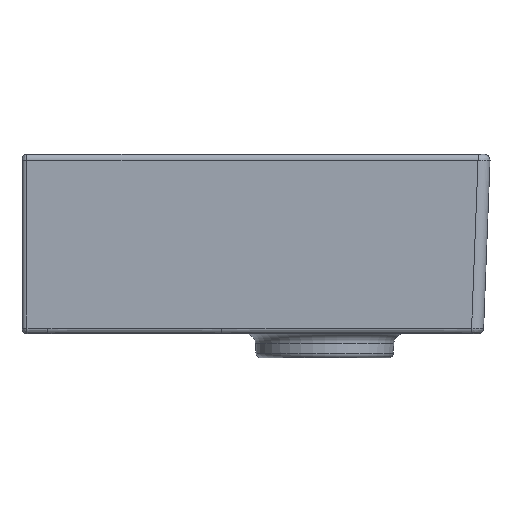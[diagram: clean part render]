
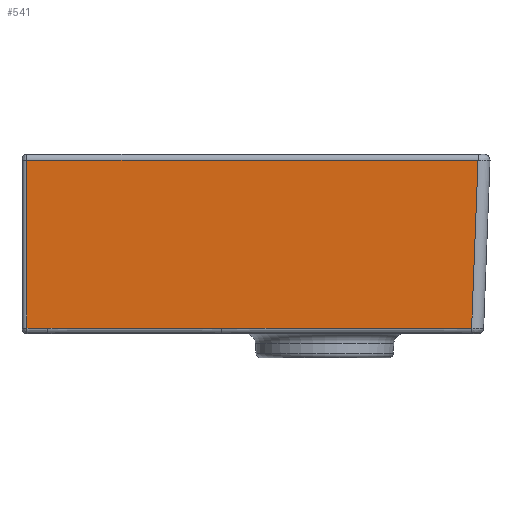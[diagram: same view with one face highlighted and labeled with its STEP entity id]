
A CAD part, left-side view. The second image highlights one B-rep face of the part: STEP entity #541.
In plain terms, the highlighted planar face has unit normal (-1, 0, -0.019).
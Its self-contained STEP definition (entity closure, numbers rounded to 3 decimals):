
#266=PLANE('',#3681);
#541=ADVANCED_FACE('',(#788),#266,.T.);
#788=FACE_OUTER_BOUND('',#1040,.T.);
#1040=EDGE_LOOP('',(#1633,#1634,#1635,#1636,#1637,#1638));
#1272=LINE('',#6597,#1328);
#1273=LINE('',#6600,#1329);
#1274=LINE('',#6632,#1330);
#1328=VECTOR('',#4056,1.);
#1329=VECTOR('',#4057,1.);
#1330=VECTOR('',#4058,1.);
#1633=ORIENTED_EDGE('',*,*,#3003,.T.);
#1634=ORIENTED_EDGE('',*,*,#3004,.T.);
#1635=ORIENTED_EDGE('',*,*,#3005,.T.);
#1636=ORIENTED_EDGE('',*,*,#3006,.T.);
#1637=ORIENTED_EDGE('',*,*,#3007,.T.);
#1638=ORIENTED_EDGE('',*,*,#3008,.T.);
#2654=VERTEX_POINT('',#6598);
#2655=VERTEX_POINT('',#6599);
#2656=VERTEX_POINT('',#6601);
#2657=VERTEX_POINT('',#6609);
#2658=VERTEX_POINT('',#6620);
#2659=VERTEX_POINT('',#6631);
#3003=EDGE_CURVE('',#2654,#2655,#1272,.T.);
#3004=EDGE_CURVE('',#2655,#2656,#1273,.T.);
#3005=EDGE_CURVE('',#2656,#2657,#3462,.T.);
#3006=EDGE_CURVE('',#2657,#2658,#3463,.T.);
#3007=EDGE_CURVE('',#2658,#2659,#3464,.T.);
#3008=EDGE_CURVE('',#2659,#2654,#1274,.T.);
#3462=B_SPLINE_CURVE_WITH_KNOTS('',3,(#6602,#6603,#6604,#6605,#6606,#6607,
#6608),.UNSPECIFIED.,.F.,.F.,(4,3,4),(0.,0.333,1.),
 .UNSPECIFIED.);
#3463=B_SPLINE_CURVE_WITH_KNOTS('',3,(#6610,#6611,#6612,#6613,#6614,#6615,
#6616,#6617,#6618,#6619),.UNSPECIFIED.,.F.,.F.,(4,3,3,4),(0.,0.069,
0.345,1.),.UNSPECIFIED.);
#3464=B_SPLINE_CURVE_WITH_KNOTS('',3,(#6621,#6622,#6623,#6624,#6625,#6626,
#6627,#6628,#6629,#6630),.UNSPECIFIED.,.F.,.F.,(4,3,3,4),(0.,0.76,
0.952,1.),.UNSPECIFIED.);
#3681=AXIS2_PLACEMENT_3D('',#6633,#4059,#4060);
#4056=DIRECTION('',(0.,1.,0.));
#4057=DIRECTION('',(0.019,0.,-1.));
#4058=DIRECTION('',(-0.019,-0.038,0.999));
#4059=DIRECTION('',(-1.,0.,-0.019));
#4060=DIRECTION('',(-0.019,0.,1.));
#6597=CARTESIAN_POINT('',(-146.993,0.,11.943));
#6598=CARTESIAN_POINT('',(-146.993,-228.153,11.943));
#6599=CARTESIAN_POINT('',(-146.993,-2.5,11.943));
#6600=CARTESIAN_POINT('',(-145.391,-2.5,-72.057));
#6601=CARTESIAN_POINT('',(-145.391,-2.5,-72.057));
#6602=CARTESIAN_POINT('',(-145.391,-2.5,-72.057));
#6603=CARTESIAN_POINT('',(-145.391,-3.667,-72.057));
#6604=CARTESIAN_POINT('',(-145.391,-4.833,-72.057));
#6605=CARTESIAN_POINT('',(-145.391,-6.,-72.057));
#6606=CARTESIAN_POINT('',(-145.391,-8.333,-72.057));
#6607=CARTESIAN_POINT('',(-145.391,-10.667,-72.057));
#6608=CARTESIAN_POINT('',(-145.391,-13.,-72.057));
#6609=CARTESIAN_POINT('',(-145.391,-13.,-72.057));
#6610=CARTESIAN_POINT('',(-145.391,-13.,-72.057));
#6611=CARTESIAN_POINT('',(-145.391,-15.,-72.057));
#6612=CARTESIAN_POINT('',(-145.391,-17.,-72.057));
#6613=CARTESIAN_POINT('',(-145.391,-19.,-72.057));
#6614=CARTESIAN_POINT('',(-145.391,-27.,-72.057));
#6615=CARTESIAN_POINT('',(-145.391,-35.,-72.057));
#6616=CARTESIAN_POINT('',(-145.391,-43.,-72.057));
#6617=CARTESIAN_POINT('',(-145.391,-62.,-72.057));
#6618=CARTESIAN_POINT('',(-145.391,-81.,-72.057));
#6619=CARTESIAN_POINT('',(-145.391,-100.,-72.057));
#6620=CARTESIAN_POINT('',(-145.391,-100.,-72.057));
#6621=CARTESIAN_POINT('',(-145.391,-100.,-72.057));
#6622=CARTESIAN_POINT('',(-145.391,-131.649,-72.057));
#6623=CARTESIAN_POINT('',(-145.391,-163.298,-72.057));
#6624=CARTESIAN_POINT('',(-145.391,-194.947,-72.057));
#6625=CARTESIAN_POINT('',(-145.391,-202.947,-72.057));
#6626=CARTESIAN_POINT('',(-145.391,-210.947,-72.057));
#6627=CARTESIAN_POINT('',(-145.391,-218.947,-72.057));
#6628=CARTESIAN_POINT('',(-145.391,-220.947,-72.057));
#6629=CARTESIAN_POINT('',(-145.391,-222.947,-72.057));
#6630=CARTESIAN_POINT('',(-145.391,-224.947,-72.057));
#6631=CARTESIAN_POINT('',(-145.391,-224.947,-72.057));
#6632=CARTESIAN_POINT('',(-144.593,-223.351,-113.859));
#6633=CARTESIAN_POINT('',(-144.858,0.,-99.996));
